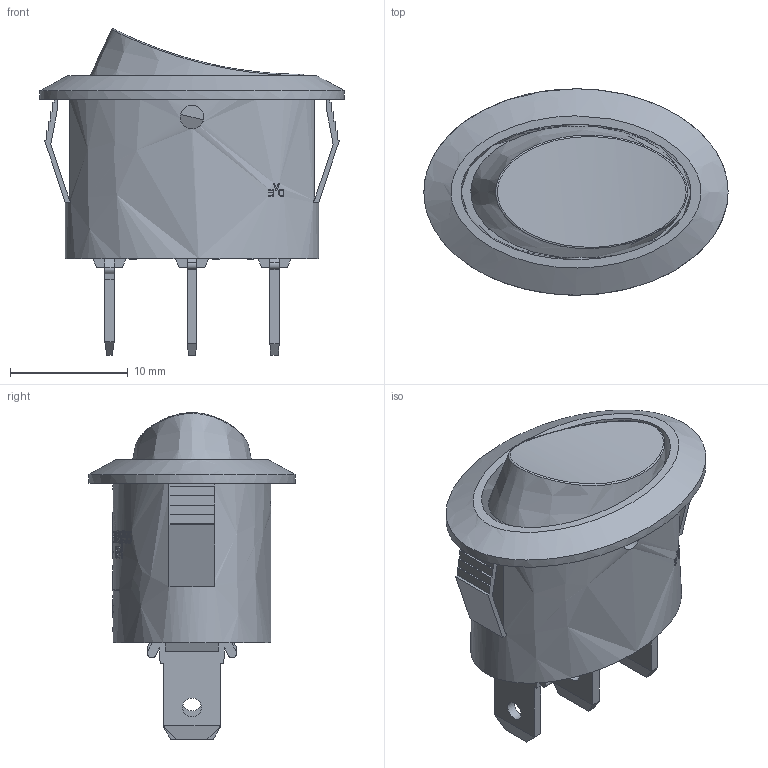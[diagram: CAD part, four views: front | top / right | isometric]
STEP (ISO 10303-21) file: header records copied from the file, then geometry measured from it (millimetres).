
FILE_DESCRIPTION(/* description */ (''),/* implementation_level */ '2;1');
FILE_NAME(/* name */ 'RE113xxx00.stp',/* time_stamp */ '2026-01-24T03:23:32-06:00',/* author */ ('jmeyers'),/* organization */ (''),/* preprocessor_version */ 'ST-DEVELOPER v18.1',/* originating_system */ 'Autodesk Inventor 2022',/* authorisation */ '');
FILE_SCHEMA (('AUTOMOTIVE_DESIGN { 1 0 10303 214 3 1 1 }'));
Length unit declared in the file: inch
Products named in the file (1): Part27
Bounding box: 25.8 x 17.5 x 27.7 mm (x, y, z)
Volume: 1946.6 mm3; surface area: 3281.7 mm2
Topology: 1 solids, 1 shells, 991 faces, 2710 edges, 1802 vertices
Faces by surface type: plane 586, bspline 385, cylinder 20
Full cylindrical faces by diameter (mm): 1.6 x3, 2 x4
Entity records: 39360 total; most frequent: CARTESIAN_POINT 17108, ORIENTED_EDGE 5420, DIRECTION 3182, EDGE_CURVE 2710, VERTEX_POINT 1802, LINE 1330, VECTOR 1330, EDGE_LOOP 1084
